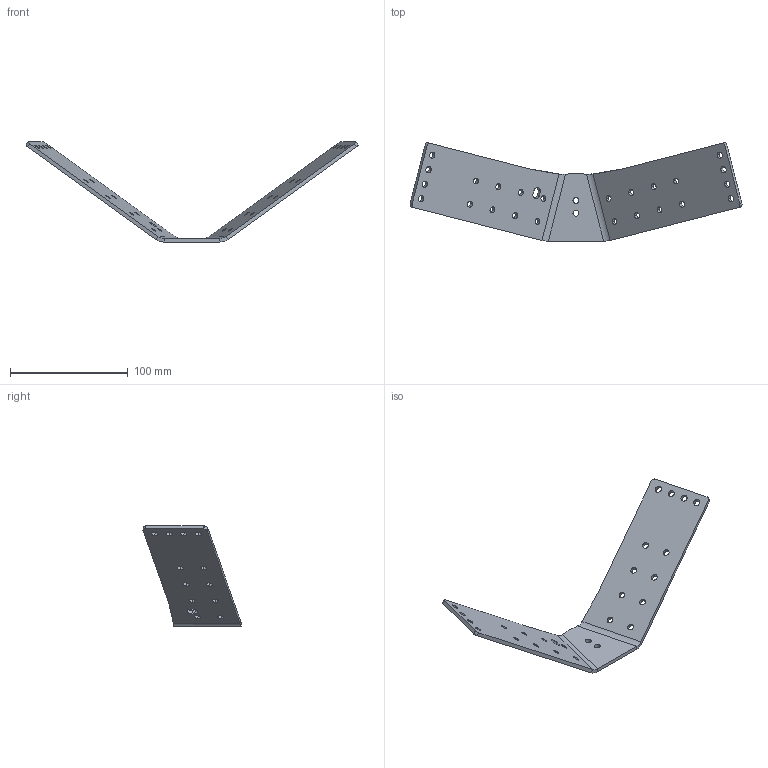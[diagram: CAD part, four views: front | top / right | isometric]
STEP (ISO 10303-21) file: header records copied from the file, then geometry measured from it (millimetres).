
FILE_DESCRIPTION (( 'STEP AP214' ), '1' );
FILE_NAME ('Buzzzz-Kill Front Wedge.STEP', '2023-10-07T18:59:19', ( '' ), ( '' ), 'SwSTEP 2.0', 'SolidWorks 2023', '' );
FILE_SCHEMA (( 'AUTOMOTIVE_DESIGN' ));
Length unit declared in the file: inch
Products named in the file (1): Buzzzz-Kill Front Wedge
Bounding box: 282.35 x 83.48 x 85.19 mm (x, y, z)
Volume: 56627.7 mm3; surface area: 39517.8 mm2
Topology: 1 solids, 1 shells, 88 faces, 242 edges, 156 vertices
Faces by surface type: cylinder 65, plane 19, bspline 4
Entity records: 3067 total; most frequent: CARTESIAN_POINT 619, DIRECTION 526, ORIENTED_EDGE 484, EDGE_CURVE 242, AXIS2_PLACEMENT_3D 207, VERTEX_POINT 156, EDGE_LOOP 142, CIRCLE 122
